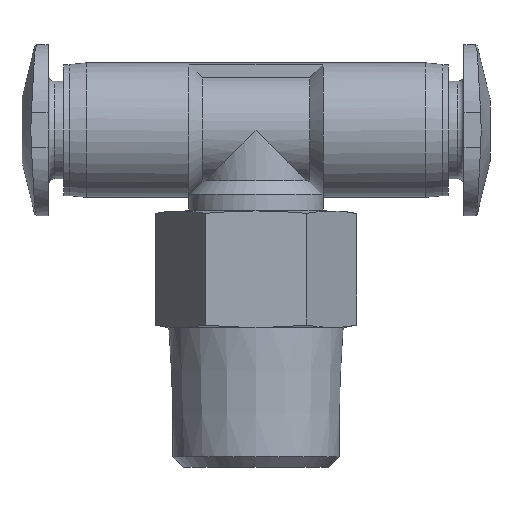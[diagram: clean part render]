
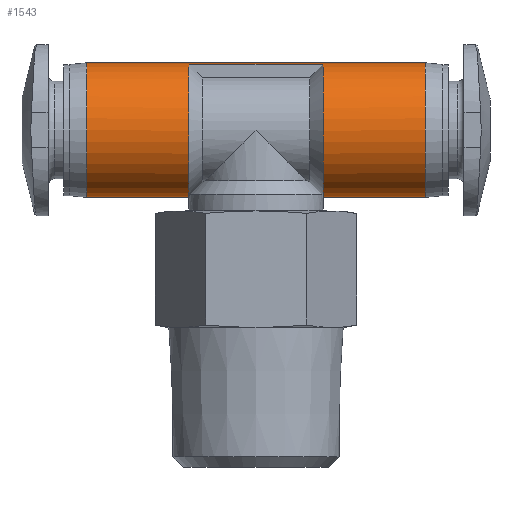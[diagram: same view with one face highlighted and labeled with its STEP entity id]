
A CAD part, top view. The second image highlights one B-rep face of the part: STEP entity #1543.
In plain terms, the highlighted cylindrical face has radius 3.85 mm (diameter 7.7 mm), a full revolution.
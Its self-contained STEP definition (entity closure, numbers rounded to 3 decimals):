
#32=CYLINDRICAL_SURFACE('',#1661,3.85);
#75=LINE('',#2364,#97);
#76=LINE('',#2365,#98);
#97=VECTOR('',#1876,1000.);
#98=VECTOR('',#1877,1000.);
#149=CIRCLE('',#1620,3.85);
#150=CIRCLE('',#1622,3.85);
#154=CIRCLE('',#1633,3.85);
#155=CIRCLE('',#1635,3.85);
#168=CIRCLE('',#1660,3.85);
#169=CIRCLE('',#1662,3.85);
#302=ORIENTED_EDGE('',*,*,#577,.F.);
#303=ORIENTED_EDGE('',*,*,#528,.F.);
#304=ORIENTED_EDGE('',*,*,#578,.F.);
#305=ORIENTED_EDGE('',*,*,#547,.T.);
#306=ORIENTED_EDGE('',*,*,#549,.T.);
#307=ORIENTED_EDGE('',*,*,#579,.T.);
#308=ORIENTED_EDGE('',*,*,#526,.F.);
#309=ORIENTED_EDGE('',*,*,#576,.T.);
#526=EDGE_CURVE('',#669,#666,#149,.T.);
#528=EDGE_CURVE('',#670,#669,#150,.T.);
#547=EDGE_CURVE('',#684,#686,#154,.T.);
#549=EDGE_CURVE('',#686,#687,#155,.T.);
#576=EDGE_CURVE('',#706,#706,#168,.T.);
#577=EDGE_CURVE('',#707,#707,#169,.T.);
#578=EDGE_CURVE('',#684,#670,#75,.T.);
#579=EDGE_CURVE('',#687,#666,#76,.T.);
#666=VERTEX_POINT('',#2168);
#669=VERTEX_POINT('',#2180);
#670=VERTEX_POINT('',#2187);
#684=VERTEX_POINT('',#2242);
#686=VERTEX_POINT('',#2252);
#687=VERTEX_POINT('',#2259);
#706=VERTEX_POINT('',#2360);
#707=VERTEX_POINT('',#2363);
#832=EDGE_LOOP('',(#302));
#833=EDGE_LOOP('',(#303,#304,#305,#306,#307,#308));
#834=EDGE_LOOP('',(#309));
#936=FACE_BOUND('',#832,.T.);
#937=FACE_BOUND('',#833,.T.);
#938=FACE_BOUND('',#834,.T.);
#1543=ADVANCED_FACE('',(#936,#937,#938),#32,.T.);
#1620=AXIS2_PLACEMENT_3D('',#2181,#1788,#1789);
#1622=AXIS2_PLACEMENT_3D('',#2189,#1792,#1793);
#1633=AXIS2_PLACEMENT_3D('',#2253,#1816,#1817);
#1635=AXIS2_PLACEMENT_3D('',#2260,#1820,#1821);
#1660=AXIS2_PLACEMENT_3D('',#2359,#1870,#1871);
#1661=AXIS2_PLACEMENT_3D('',#2361,#1872,#1873);
#1662=AXIS2_PLACEMENT_3D('',#2362,#1874,#1875);
#1788=DIRECTION('',(1.,0.,0.));
#1789=DIRECTION('',(0.,0.,-1.));
#1792=DIRECTION('',(1.,0.,0.));
#1793=DIRECTION('',(0.,0.,-1.));
#1816=DIRECTION('',(1.,0.,0.));
#1817=DIRECTION('',(0.,0.,-1.));
#1820=DIRECTION('',(1.,0.,0.));
#1821=DIRECTION('',(0.,0.,-1.));
#1870=DIRECTION('',(1.,0.,0.));
#1871=DIRECTION('',(0.,0.,-1.));
#1872=DIRECTION('',(1.,0.,0.));
#1873=DIRECTION('',(0.,0.,-1.));
#1874=DIRECTION('',(1.,0.,0.));
#1875=DIRECTION('',(0.,0.,-1.));
#1876=DIRECTION('',(-1.,0.,0.));
#1877=DIRECTION('',(-1.,0.,0.));
#2168=CARTESIAN_POINT('',(-3.85,3.776,-0.75));
#2180=CARTESIAN_POINT('',(-3.85,-3.85,0.));
#2181=CARTESIAN_POINT('',(-3.85,0.,0.));
#2187=CARTESIAN_POINT('',(-3.85,3.776,0.75));
#2189=CARTESIAN_POINT('',(-3.85,0.,0.));
#2242=CARTESIAN_POINT('',(3.85,3.776,0.75));
#2252=CARTESIAN_POINT('',(3.85,-3.85,0.));
#2253=CARTESIAN_POINT('',(3.85,0.,0.));
#2259=CARTESIAN_POINT('',(3.85,3.776,-0.75));
#2260=CARTESIAN_POINT('',(3.85,0.,0.));
#2359=CARTESIAN_POINT('',(-9.7,0.,0.));
#2360=CARTESIAN_POINT('',(-9.7,0.,-3.85));
#2361=CARTESIAN_POINT('',(13.4,0.,0.));
#2362=CARTESIAN_POINT('',(9.7,0.,0.));
#2363=CARTESIAN_POINT('',(9.7,0.,-3.85));
#2364=CARTESIAN_POINT('',(3.85,3.776,0.75));
#2365=CARTESIAN_POINT('',(3.85,3.776,-0.75));
